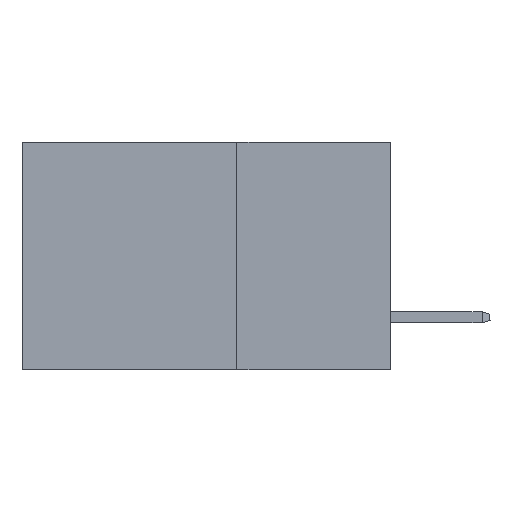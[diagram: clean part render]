
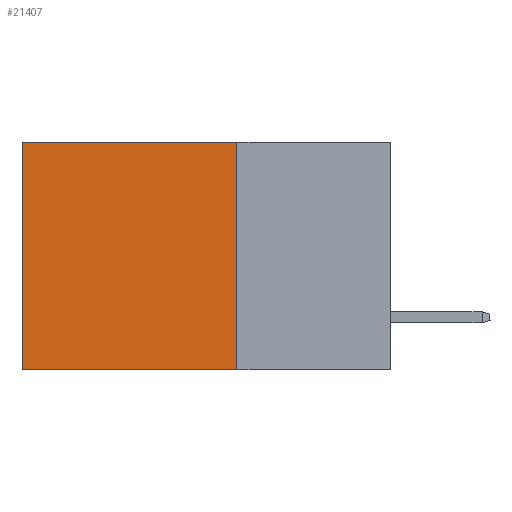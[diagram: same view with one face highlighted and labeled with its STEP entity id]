
A CAD part, left-side view. The second image highlights one B-rep face of the part: STEP entity #21407.
In plain terms, the highlighted planar face has unit normal (-1, 0, 0).
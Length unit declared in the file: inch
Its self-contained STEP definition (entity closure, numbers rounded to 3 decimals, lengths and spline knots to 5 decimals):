
#662 = LINE ( 'NONE', #13632, #20760 ) ;
#2684 = DIRECTION ( 'NONE',  ( 0., 1., 0. ) ) ;
#2856 = ORIENTED_EDGE ( 'NONE', *, *, #10875, .F. ) ;
#2959 = CARTESIAN_POINT ( 'NONE',  ( 0.2875, 0.6, 0. ) ) ;
#6207 = EDGE_LOOP ( 'NONE', ( #8389, #20925, #2856, #21147 ) ) ;
#6529 = PLANE ( 'NONE',  #27555 ) ;
#8389 = ORIENTED_EDGE ( 'NONE', *, *, #11034, .T. ) ;
#8652 = VECTOR ( 'NONE', #33721, 39.37008 ) ;
#10875 = EDGE_CURVE ( 'NONE', #14476, #15706, #15894, .T. ) ;
#11034 = EDGE_CURVE ( 'NONE', #13705, #24747, #12455, .T. ) ;
#11785 = CARTESIAN_POINT ( 'NONE',  ( 0.2875, 0.25, -0.37 ) ) ;
#12455 = LINE ( 'NONE', #22282, #33825 ) ;
#13632 = CARTESIAN_POINT ( 'NONE',  ( 0.2875, 0.25, 0. ) ) ;
#13705 = VERTEX_POINT ( 'NONE', #2959 ) ;
#14476 = VERTEX_POINT ( 'NONE', #35005 ) ;
#14705 = DIRECTION ( 'NONE',  ( 0., 0., -1. ) ) ;
#15227 = FACE_OUTER_BOUND ( 'NONE', #6207, .T. ) ;
#15706 = VERTEX_POINT ( 'NONE', #34901 ) ;
#15894 = LINE ( 'NONE', #17224, #8652 ) ;
#17224 = CARTESIAN_POINT ( 'NONE',  ( 0.2875, 0.25, 0. ) ) ;
#18412 = VECTOR ( 'NONE', #30885, 39.37008 ) ;
#20760 = VECTOR ( 'NONE', #2684, 39.37008 ) ;
#20925 = ORIENTED_EDGE ( 'NONE', *, *, #25485, .F. ) ;
#21003 = LINE ( 'NONE', #11785, #18412 ) ;
#21147 = ORIENTED_EDGE ( 'NONE', *, *, #29921, .T. ) ;
#21407 = ADVANCED_FACE ( 'NONE', ( #15227 ), #6529, .F. ) ;
#22282 = CARTESIAN_POINT ( 'NONE',  ( 0.2875, 0.6, 0. ) ) ;
#23020 = CARTESIAN_POINT ( 'NONE',  ( 0.2875, 0.25, 0. ) ) ;
#24747 = VERTEX_POINT ( 'NONE', #30260 ) ;
#25485 = EDGE_CURVE ( 'NONE', #15706, #24747, #21003, .T. ) ;
#27555 = AXIS2_PLACEMENT_3D ( 'NONE', #23020, #28385, #31100 ) ;
#28385 = DIRECTION ( 'NONE',  ( 1., 0., 0. ) ) ;
#29921 = EDGE_CURVE ( 'NONE', #14476, #13705, #662, .T. ) ;
#30260 = CARTESIAN_POINT ( 'NONE',  ( 0.2875, 0.6, -0.37 ) ) ;
#30885 = DIRECTION ( 'NONE',  ( 0., 1., 0. ) ) ;
#31100 = DIRECTION ( 'NONE',  ( 0., 0., -1. ) ) ;
#33721 = DIRECTION ( 'NONE',  ( 0., 0., -1. ) ) ;
#33825 = VECTOR ( 'NONE', #14705, 39.37008 ) ;
#34901 = CARTESIAN_POINT ( 'NONE',  ( 0.2875, 0.25, -0.37 ) ) ;
#35005 = CARTESIAN_POINT ( 'NONE',  ( 0.2875, 0.25, 0. ) ) ;
